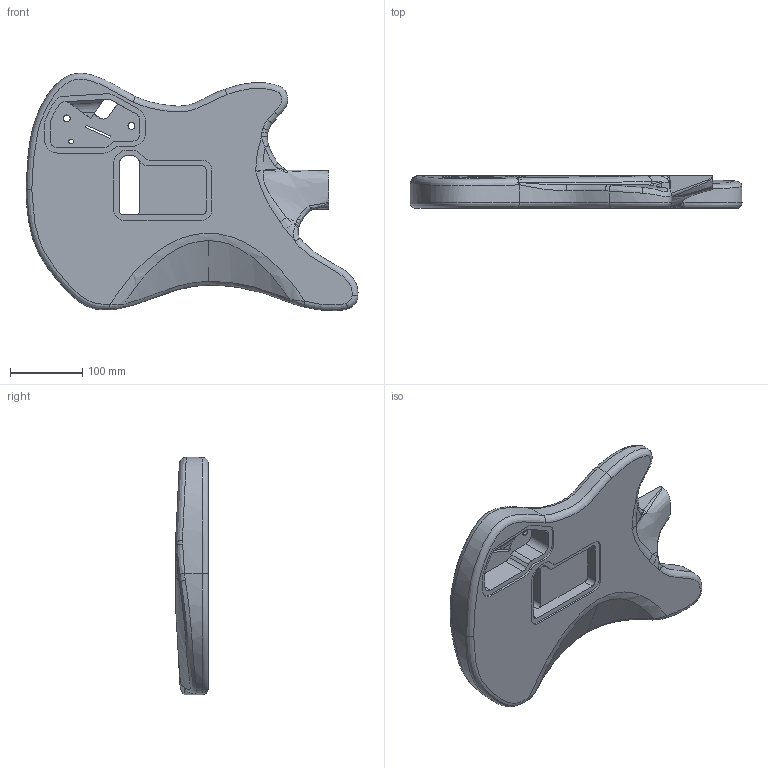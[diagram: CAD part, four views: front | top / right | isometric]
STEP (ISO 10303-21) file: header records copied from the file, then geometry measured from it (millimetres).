
FILE_DESCRIPTION (( 'STEP AP214' ), '1' );
FILE_NAME ('P_Guitar_Body_CAM.STEP', '2023-12-04T01:53:11', ( '' ), ( '' ), 'SwSTEP 2.0', 'SolidWorks 2020', '' );
FILE_SCHEMA (( 'AUTOMOTIVE_DESIGN' ));
Length unit declared in the file: millimetre
Products named in the file (1): P_Guitar_Body_CAM
Bounding box: 459.8 x 45 x 328.69 mm (x, y, z)
Volume: 3650314.1 mm3; surface area: 290571.4 mm2
Topology: 1 solids, 1 shells, 281 faces, 771 edges, 499 vertices
Faces by surface type: bspline 114, plane 83, cylinder 75, cone 5, torus 4
Entity records: 22973 total; most frequent: CARTESIAN_POINT 16721, ORIENTED_EDGE 1536, DIRECTION 969, EDGE_CURVE 768, VERTEX_POINT 499, AXIS2_PLACEMENT_3D 347, EDGE_LOOP 303, B_SPLINE_CURVE_WITH_KNOTS 289
